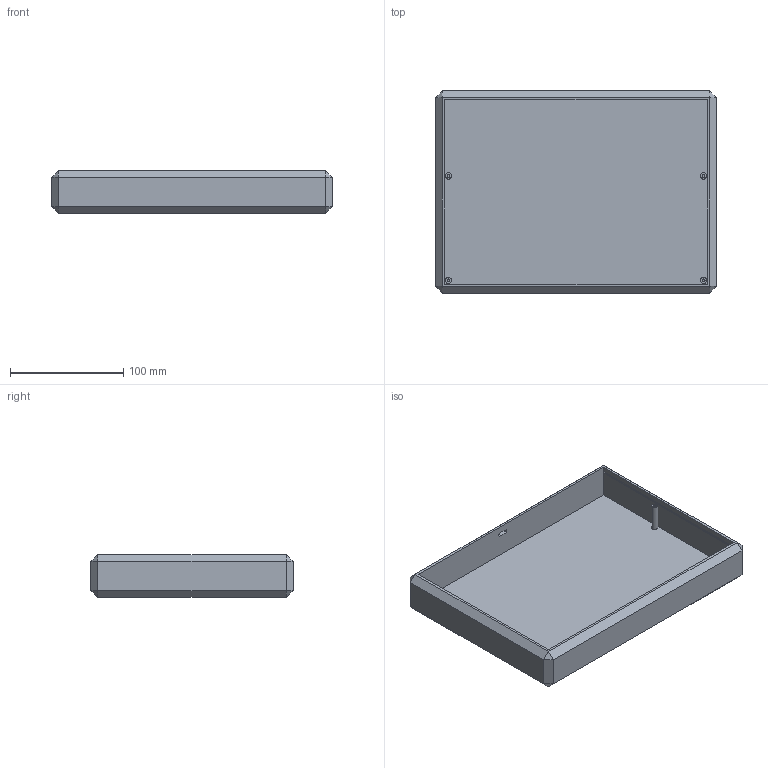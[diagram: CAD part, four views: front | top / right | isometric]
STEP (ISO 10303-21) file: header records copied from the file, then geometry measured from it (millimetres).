
FILE_DESCRIPTION (( 'STEP AP214' ), '1' );
FILE_NAME ('boitier.STEP', '2021-10-22T22:10:40', ( '' ), ( '' ), 'SwSTEP 2.0', 'SolidWorks 2021', '' );
FILE_SCHEMA (( 'AUTOMOTIVE_DESIGN' ));
Length unit declared in the file: millimetre
Products named in the file (1): boitier
Bounding box: 248 x 179 x 38 mm (x, y, z)
Volume: 521262.5 mm3; surface area: 141204.1 mm2
Topology: 1 solids, 1 shells, 69 faces, 150 edges, 92 vertices
Faces by surface type: plane 49, cylinder 20
Entity records: 1890 total; most frequent: DIRECTION 330, CARTESIAN_POINT 312, ORIENTED_EDGE 300, EDGE_CURVE 150, LINE 110, AXIS2_PLACEMENT_3D 110, VECTOR 110, VERTEX_POINT 92
